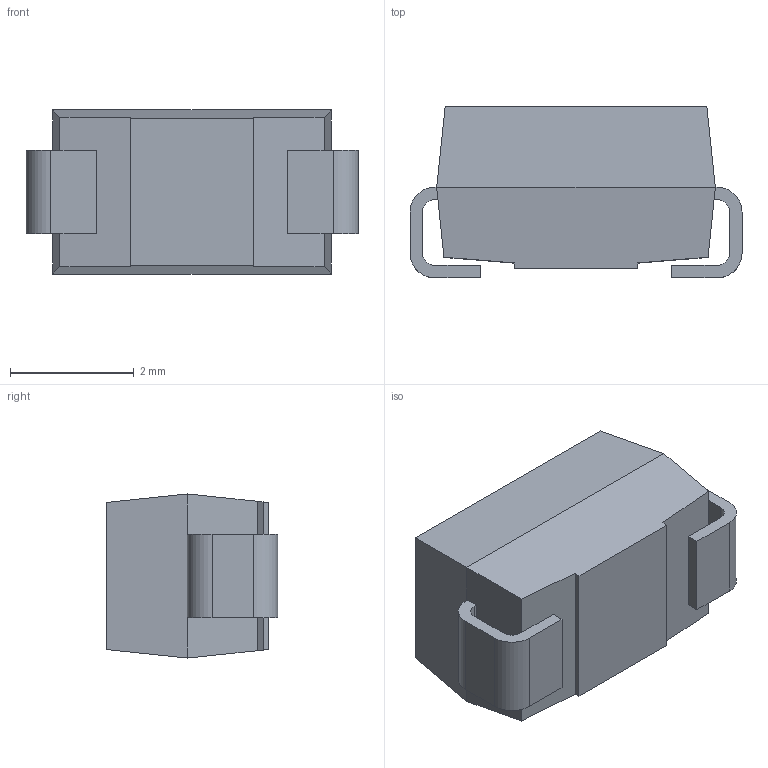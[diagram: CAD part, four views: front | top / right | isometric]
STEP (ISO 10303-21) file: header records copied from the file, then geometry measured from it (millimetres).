
FILE_DESCRIPTION (( 'STEP AP214' ), '1' );
FILE_NAME ('GF1(DO-214BA)-20200716.STEP', '2020-07-16T04:39:58', ( 'Vishay' ), ( '' ), 'SwSTEP 2.0', 'SolidWorks 2018', '' );
FILE_SCHEMA (( 'AUTOMOTIVE_DESIGN' ));
Length unit declared in the file: millimetre
Products named in the file (1): GF1(DO-214BA)-20200716
Bounding box: 5.36 x 2.77 x 2.65 mm (x, y, z)
Volume: 29.3 mm3; surface area: 70.2 mm2
Topology: 1 solids, 1 shells, 40 faces, 106 edges, 68 vertices
Faces by surface type: plane 32, cylinder 8
Entity records: 1410 total; most frequent: CARTESIAN_POINT 215, ORIENTED_EDGE 212, DIRECTION 204, EDGE_CURVE 106, LINE 90, VECTOR 90, VERTEX_POINT 68, AXIS2_PLACEMENT_3D 57
